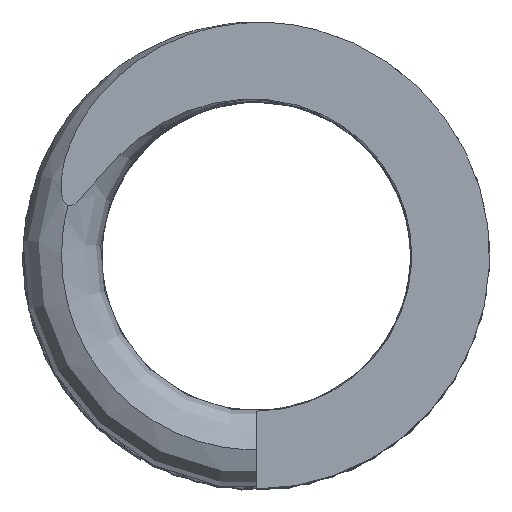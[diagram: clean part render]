
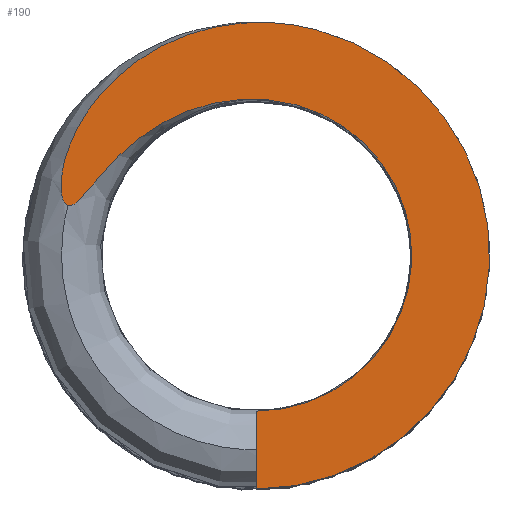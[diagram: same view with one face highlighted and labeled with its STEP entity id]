
A CAD part, top view. The second image highlights one B-rep face of the part: STEP entity #190.
In plain terms, the highlighted planar face has unit normal (0, 0, 1).
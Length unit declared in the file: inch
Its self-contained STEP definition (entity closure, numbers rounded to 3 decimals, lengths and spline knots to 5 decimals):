
#6 = CARTESIAN_POINT ( 'NONE',  ( 0.07261, 0.3687, 0.875 ) ) ;
#46 = CARTESIAN_POINT ( 'NONE',  ( -0.29149, 0.08277, 0.875 ) ) ;
#130 = CARTESIAN_POINT ( 'NONE',  ( -0.30198, 0.08005, 0.875 ) ) ;
#133 = DIRECTION ( 'NONE',  ( 0., 1., 0. ) ) ;
#149 = CARTESIAN_POINT ( 'NONE',  ( -0.31009, 0.08881, 0.875 ) ) ;
#159 = CARTESIAN_POINT ( 'NONE',  ( -0.31293, 0.10073, 0.875 ) ) ;
#190 = ADVANCED_FACE ( 'NONE', ( #1037 ), #2759, .F. ) ;
#221 = CARTESIAN_POINT ( 'NONE',  ( 0.04887, 0.37239, 0.875 ) ) ;
#243 = ORIENTED_EDGE ( 'NONE', *, *, #1454, .F. ) ;
#281 = CARTESIAN_POINT ( 'NONE',  ( -0.25113, 0.12693, 0.875 ) ) ;
#377 = DIRECTION ( 'NONE',  ( 0., 0., -1. ) ) ;
#396 = CARTESIAN_POINT ( 'NONE',  ( -0.09419, 0.36029, 0.875 ) ) ;
#467 = CARTESIAN_POINT ( 'NONE',  ( -0.16067, 0.33153, 0.875 ) ) ;
#491 = VERTEX_POINT ( 'NONE', #1884 ) ;
#497 = DIRECTION ( 'NONE',  ( 0., 0., 1. ) ) ;
#498 = CARTESIAN_POINT ( 'NONE',  ( -0.30198, 0.08005, 0.875 ) ) ;
#506 = CARTESIAN_POINT ( 'NONE',  ( -0.26822, 0.10645, 0.875 ) ) ;
#514 = CARTESIAN_POINT ( 'NONE',  ( -0.2998, 0.07947, 0.875 ) ) ;
#562 = EDGE_CURVE ( 'NONE', #2350, #766, #1488, .T. ) ;
#563 = DIRECTION ( 'NONE',  ( 0., 0., -1. ) ) ;
#603 = CARTESIAN_POINT ( 'NONE',  ( -0.30535, 0.16065, 0.875 ) ) ;
#677 = CARTESIAN_POINT ( 'NONE',  ( 0.00286, 0.25086, 0.875 ) ) ;
#686 = CARTESIAN_POINT ( 'NONE',  ( -0.26785, 0.23609, 0.875 ) ) ;
#723 = CARTESIAN_POINT ( 'NONE',  ( -0.29336, 0.08157, 0.875 ) ) ;
#744 = CARTESIAN_POINT ( 'NONE',  ( -0.11018, 0.23228, 0.875 ) ) ;
#766 = VERTEX_POINT ( 'NONE', #2183 ) ;
#790 = CARTESIAN_POINT ( 'NONE',  ( -0.305, 0.08084, 0.875 ) ) ;
#816 = CARTESIAN_POINT ( 'NONE',  ( -0.31326, 0.1069, 0.875 ) ) ;
#827 = CARTESIAN_POINT ( 'NONE',  ( -0.29224, 0.1944, 0.875 ) ) ;
#838 = CARTESIAN_POINT ( 'NONE',  ( -0.02353, 0.37374, 0.875 ) ) ;
#890 = CARTESIAN_POINT ( 'NONE',  ( 0., -0.3125, 0.875 ) ) ;
#921 = CARTESIAN_POINT ( 'NONE',  ( -0.03271, 0.24995, 0.875 ) ) ;
#939 = CIRCLE ( 'NONE', #2396, 0.25 ) ;
#951 = CARTESIAN_POINT ( 'NONE',  ( -0.29752, 0.07989, 0.875 ) ) ;
#1037 = FACE_OUTER_BOUND ( 'NONE', #1421, .T. ) ;
#1053 = DIRECTION ( 'NONE',  ( 0., 1., 0. ) ) ;
#1056 = CARTESIAN_POINT ( 'NONE',  ( 0., 0., 0.875 ) ) ;
#1063 = CARTESIAN_POINT ( 'NONE',  ( -0.22012, 0.29028, 0.875 ) ) ;
#1123 = CARTESIAN_POINT ( 'NONE',  ( -0.13924, 0.34246, 0.875 ) ) ;
#1132 = CARTESIAN_POINT ( 'NONE',  ( 0.00092, 0.37494, 0.875 ) ) ;
#1152 = CARTESIAN_POINT ( 'NONE',  ( 0., -0.25, 0.875 ) ) ;
#1170 = CARTESIAN_POINT ( 'NONE',  ( -0.23961, 0.14045, 0.875 ) ) ;
#1264 = CARTESIAN_POINT ( 'NONE',  ( -0.30719, 0.0834, 0.875 ) ) ;
#1274 = CARTESIAN_POINT ( 'NONE',  ( -0.07645, 0.24297, 0.875 ) ) ;
#1279 = LINE ( 'NONE', #890, #1805 ) ;
#1356 = B_SPLINE_CURVE_WITH_KNOTS ( 'NONE', 3,
 ( #2666, #1560, #2007, #677, #2017, #2247, #921, #2602, #1274, #744, #1385, #1832, #2498, #2286, #2072, #1170, #281, #506, #2507, #1841, #2053, #46, #723, #951, #514, #498 ),
 .UNSPECIFIED., .F., .F.,
 ( 4, 2, 2, 2, 2, 2, 2, 2, 2, 2, 2, 2, 4 ),
 ( 0., 0.00134, 0.00202, 0.00269, 0.00403, 0.00538, 0.00672, 0.00807, 0.00941, 0.01009, 0.01042, 0.01059, 0.01076 ),
 .UNSPECIFIED. ) ;
#1384 = DIRECTION ( 'NONE',  ( 0., -1., 0. ) ) ;
#1385 = CARTESIAN_POINT ( 'NONE',  ( -0.12677, 0.22527, 0.875 ) ) ;
#1394 = ORIENTED_EDGE ( 'NONE', *, *, #2758, .F. ) ;
#1419 = CARTESIAN_POINT ( 'NONE',  ( -0.375, 0.375, 0.875 ) ) ;
#1421 = EDGE_LOOP ( 'NONE', ( #2778, #2113, #1771, #243, #1394 ) ) ;
#1454 = EDGE_CURVE ( 'NONE', #1906, #1628, #939, .T. ) ;
#1488 = CIRCLE ( 'NONE', #2152, 0.375 ) ;
#1499 = CARTESIAN_POINT ( 'NONE',  ( -0.17105, 0.32551, 0.875 ) ) ;
#1560 = CARTESIAN_POINT ( 'NONE',  ( 0.04675, 0.24624, 0.875 ) ) ;
#1628 = VERTEX_POINT ( 'NONE', #2227 ) ;
#1679 = DIRECTION ( 'NONE',  ( 0., 1., 0. ) ) ;
#1722 = CARTESIAN_POINT ( 'NONE',  ( -0.24528, 0.26435, 0.875 ) ) ;
#1771 = ORIENTED_EDGE ( 'NONE', *, *, #2880, .F. ) ;
#1785 = CARTESIAN_POINT ( 'NONE',  ( -0.27468, 0.22597, 0.875 ) ) ;
#1805 = VECTOR ( 'NONE', #1053, 39.37008 ) ;
#1810 = AXIS2_PLACEMENT_3D ( 'NONE', #1419, #563, #1679 ) ;
#1832 = CARTESIAN_POINT ( 'NONE',  ( -0.15815, 0.20874, 0.875 ) ) ;
#1841 = CARTESIAN_POINT ( 'NONE',  ( -0.28299, 0.08989, 0.875 ) ) ;
#1884 = CARTESIAN_POINT ( 'NONE',  ( -0.30198, 0.08005, 0.875 ) ) ;
#1906 = VERTEX_POINT ( 'NONE', #1152 ) ;
#1923 = CARTESIAN_POINT ( 'NONE',  ( -0.31099, 0.0918, 0.875 ) ) ;
#1929 = CARTESIAN_POINT ( 'NONE',  ( 0.09608, 0.36248, 0.875 ) ) ;
#1933 = CARTESIAN_POINT ( 'NONE',  ( -0.31108, 0.13706, 0.875 ) ) ;
#2007 = CARTESIAN_POINT ( 'NONE',  ( 0.02928, 0.24905, 0.875 ) ) ;
#2017 = CARTESIAN_POINT ( 'NONE',  ( -0.00598, 0.25106, 0.875 ) ) ;
#2053 = CARTESIAN_POINT ( 'NONE',  ( -0.28616, 0.08674, 0.875 ) ) ;
#2072 = CARTESIAN_POINT ( 'NONE',  ( -0.21474, 0.16581, 0.875 ) ) ;
#2113 = ORIENTED_EDGE ( 'NONE', *, *, #2701, .F. ) ;
#2152 = AXIS2_PLACEMENT_3D ( 'NONE', #1056, #377, #133 ) ;
#2153 = CARTESIAN_POINT ( 'NONE',  ( -0.30147, 0.17219, 0.875 ) ) ;
#2183 = CARTESIAN_POINT ( 'NONE',  ( 0., -0.375, 0.875 ) ) ;
#2227 = CARTESIAN_POINT ( 'NONE',  ( 0.06406, 0.24165, 0.875 ) ) ;
#2247 = CARTESIAN_POINT ( 'NONE',  ( -0.02374, 0.2506, 0.875 ) ) ;
#2256 = CARTESIAN_POINT ( 'NONE',  ( 0., 0., 0.875 ) ) ;
#2286 = CARTESIAN_POINT ( 'NONE',  ( -0.20135, 0.17775, 0.875 ) ) ;
#2350 = VERTEX_POINT ( 'NONE', #1929 ) ;
#2365 = CARTESIAN_POINT ( 'NONE',  ( -0.31298, 0.12514, 0.875 ) ) ;
#2375 = CARTESIAN_POINT ( 'NONE',  ( -0.28686, 0.20514, 0.875 ) ) ;
#2386 = CARTESIAN_POINT ( 'NONE',  ( 0.09608, 0.36248, 0.875 ) ) ;
#2396 = AXIS2_PLACEMENT_3D ( 'NONE', #2256, #497, #1384 ) ;
#2438 = CARTESIAN_POINT ( 'NONE',  ( -0.20119, 0.3058, 0.875 ) ) ;
#2447 = CARTESIAN_POINT ( 'NONE',  ( -0.25316, 0.25526, 0.875 ) ) ;
#2498 = CARTESIAN_POINT ( 'NONE',  ( -0.17304, 0.1992, 0.875 ) ) ;
#2507 = CARTESIAN_POINT ( 'NONE',  ( -0.27386, 0.09956, 0.875 ) ) ;
#2602 = CARTESIAN_POINT ( 'NONE',  ( -0.0592, 0.24673, 0.875 ) ) ;
#2666 = CARTESIAN_POINT ( 'NONE',  ( 0.06406, 0.24165, 0.875 ) ) ;
#2677 = CARTESIAN_POINT ( 'NONE',  ( -0.071, 0.36637, 0.875 ) ) ;
#2701 = EDGE_CURVE ( 'NONE', #491, #2350, #2820, .T. ) ;
#2758 = EDGE_CURVE ( 'NONE', #766, #1906, #1279, .T. ) ;
#2759 = PLANE ( 'NONE',  #1810 ) ;
#2778 = ORIENTED_EDGE ( 'NONE', *, *, #562, .F. ) ;
#2820 = B_SPLINE_CURVE_WITH_KNOTS ( 'NONE', 3,
 ( #130, #790, #1264, #149, #1923, #159, #816, #2365, #1933, #603, #2153, #827, #2375, #1785, #686, #2447, #1722, #1063, #2438, #1499, #467, #1123, #2840, #396, #2677, #838, #1132, #221, #6, #2386 ),
 .UNSPECIFIED., .F., .F.,
 ( 4, 2, 2, 2, 2, 2, 2, 2, 2, 2, 2, 2, 2, 2, 4 ),
 ( 0.01076, 0.01099, 0.01123, 0.01169, 0.01262, 0.01355, 0.01449, 0.01542, 0.01635, 0.01821, 0.01914, 0.02007, 0.02194, 0.0238, 0.02566 ),
 .UNSPECIFIED. ) ;
#2840 = CARTESIAN_POINT ( 'NONE',  ( -0.12814, 0.34738, 0.875 ) ) ;
#2880 = EDGE_CURVE ( 'NONE', #1628, #491, #1356, .T. ) ;
